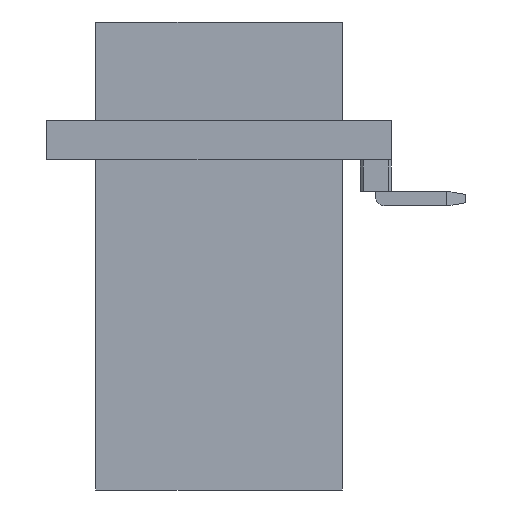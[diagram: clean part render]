
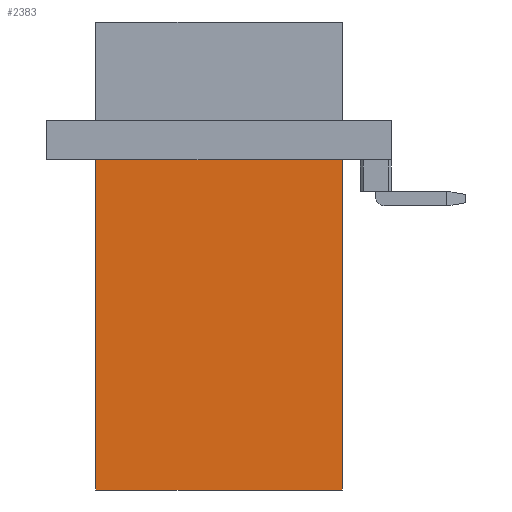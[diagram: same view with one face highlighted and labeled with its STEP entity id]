
A CAD part, left-side view. The second image highlights one B-rep face of the part: STEP entity #2383.
In plain terms, the highlighted planar face has unit normal (-1, 0, 0).
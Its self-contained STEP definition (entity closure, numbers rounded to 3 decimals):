
#527 = PLANE ( 'NONE',  #6950 ) ;
#991 = CARTESIAN_POINT ( 'NONE',  ( -14.5, -5., -15. ) ) ;
#1387 = CARTESIAN_POINT ( 'NONE',  ( -14.5, 5., -15. ) ) ;
#1759 = VECTOR ( 'NONE', #5814, 1000. ) ;
#2124 = VECTOR ( 'NONE', #4278, 1000. ) ;
#2383 = ADVANCED_FACE ( 'NONE', ( #4982 ), #527, .F. ) ;
#2911 = LINE ( 'NONE', #5968, #8772 ) ;
#2916 = CARTESIAN_POINT ( 'NONE',  ( -14.5, -5., -15. ) ) ;
#3370 = ORIENTED_EDGE ( 'NONE', *, *, #6502, .F. ) ;
#3430 = CARTESIAN_POINT ( 'NONE',  ( -14.5, 5., -15. ) ) ;
#3481 = DIRECTION ( 'NONE',  ( 0., 0., 1. ) ) ;
#3674 = ORIENTED_EDGE ( 'NONE', *, *, #9288, .T. ) ;
#4048 = EDGE_CURVE ( 'NONE', #7369, #4782, #8606, .T. ) ;
#4278 = DIRECTION ( 'NONE',  ( 0., 1., 0. ) ) ;
#4442 = DIRECTION ( 'NONE',  ( 0., 1., 0. ) ) ;
#4782 = VERTEX_POINT ( 'NONE', #9484 ) ;
#4908 = VECTOR ( 'NONE', #3481, 1000. ) ;
#4982 = FACE_OUTER_BOUND ( 'NONE', #6893, .T. ) ;
#5288 = DIRECTION ( 'NONE',  ( 0., 1., 0. ) ) ;
#5714 = LINE ( 'NONE', #8043, #2124 ) ;
#5731 = ORIENTED_EDGE ( 'NONE', *, *, #6794, .T. ) ;
#5814 = DIRECTION ( 'NONE',  ( 0., 0., 1. ) ) ;
#5968 = CARTESIAN_POINT ( 'NONE',  ( -14.5, -5., -1.6 ) ) ;
#6502 = EDGE_CURVE ( 'NONE', #6891, #7369, #5714, .T. ) ;
#6681 = VERTEX_POINT ( 'NONE', #8251 ) ;
#6794 = EDGE_CURVE ( 'NONE', #6681, #4782, #2911, .T. ) ;
#6891 = VERTEX_POINT ( 'NONE', #991 ) ;
#6893 = EDGE_LOOP ( 'NONE', ( #5731, #8597, #3370, #3674 ) ) ;
#6950 = AXIS2_PLACEMENT_3D ( 'NONE', #9003, #7476, #5288 ) ;
#7369 = VERTEX_POINT ( 'NONE', #1387 ) ;
#7476 = DIRECTION ( 'NONE',  ( 1., 0., 0. ) ) ;
#8043 = CARTESIAN_POINT ( 'NONE',  ( -14.5, -5., -15. ) ) ;
#8251 = CARTESIAN_POINT ( 'NONE',  ( -14.5, -5., -1.6 ) ) ;
#8597 = ORIENTED_EDGE ( 'NONE', *, *, #4048, .F. ) ;
#8606 = LINE ( 'NONE', #3430, #4908 ) ;
#8772 = VECTOR ( 'NONE', #4442, 1000. ) ;
#9003 = CARTESIAN_POINT ( 'NONE',  ( -14.5, -5., -15. ) ) ;
#9288 = EDGE_CURVE ( 'NONE', #6891, #6681, #9674, .T. ) ;
#9484 = CARTESIAN_POINT ( 'NONE',  ( -14.5, 5., -1.6 ) ) ;
#9674 = LINE ( 'NONE', #2916, #1759 ) ;
